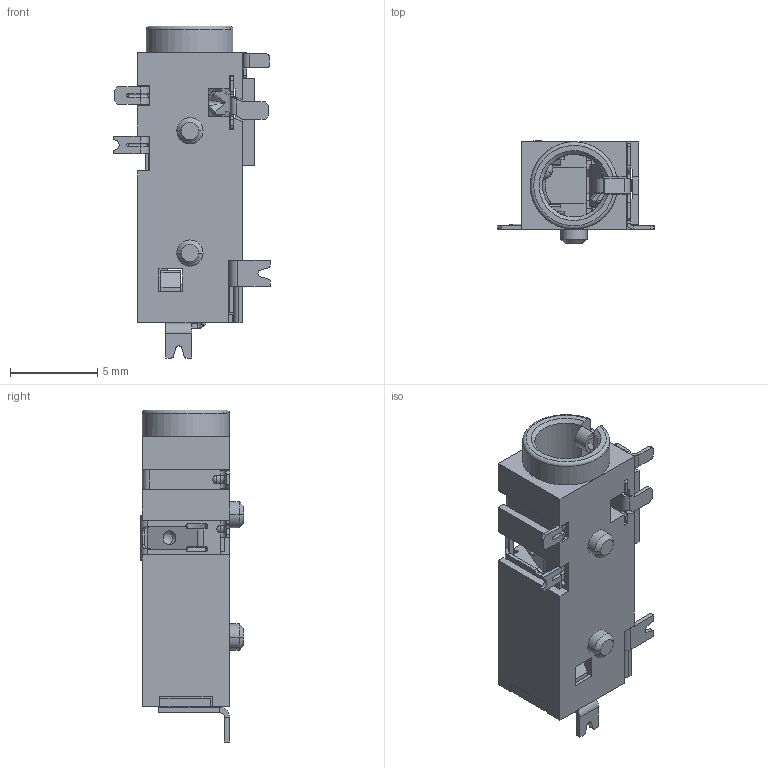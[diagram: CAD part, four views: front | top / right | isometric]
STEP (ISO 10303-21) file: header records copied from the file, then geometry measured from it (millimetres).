
FILE_DESCRIPTION(('FreeCAD Model'),'2;1');
FILE_NAME('Open CASCADE Shape Model','2021-01-14T19:55:33',(''),(''), 'Open CASCADE STEP processor 7.4','FreeCAD','Unknown');
FILE_SCHEMA(('AUTOMOTIVE_DESIGN { 1 0 10303 214 1 1 1 1 }'));
Products named in the file (1): MJ-7836
Bounding box: 8.95 x 5.9 x 19.02 mm (x, y, z)
Volume: 310.2 mm3; surface area: 1177.7 mm2
Topology: 1 solids, 3 shells, 689 faces, 1952 edges, 1231 vertices
Faces by surface type: plane 489, cylinder 132, bspline 30, sphere 28, torus 5, cone 5
Entity records: 52211 total; most frequent: CARTESIAN_POINT 15281, DIRECTION 6359, LINE 4157, VECTOR 4157, ORIENTED_EDGE 3862, PCURVE 3862, DEFINITIONAL_REPRESENTATION 3862, EDGE_CURVE 1931
